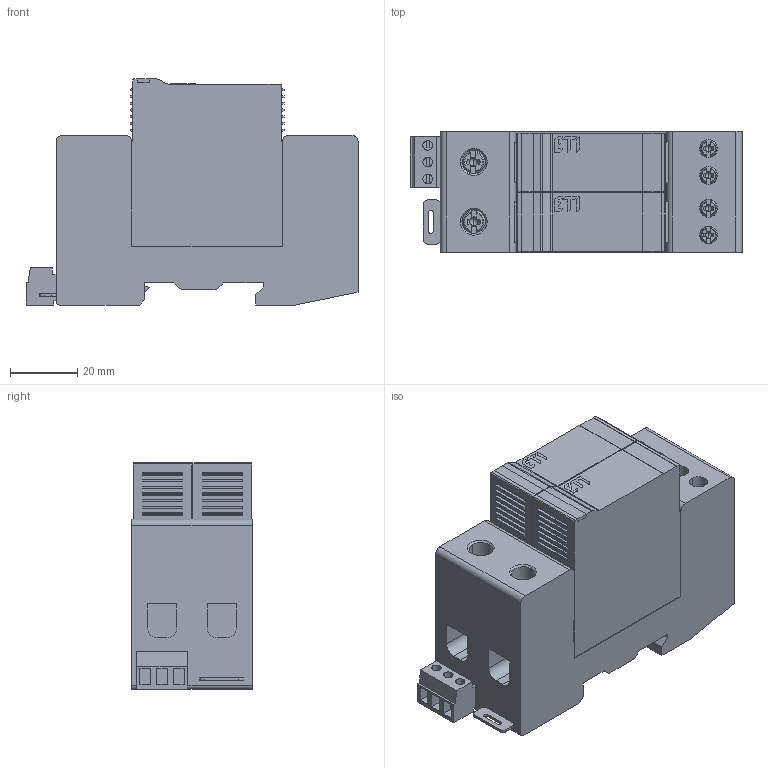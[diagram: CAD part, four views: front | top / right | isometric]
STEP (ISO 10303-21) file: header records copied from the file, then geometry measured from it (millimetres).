
FILE_DESCRIPTION((''),'2;1');
FILE_NAME('ETITEC_V_2T3_4_0_RC_ASM','2021-02-01T',('marketing.praksa'),('Audax d.o.o.'),'CREO PARAMETRIC BY PTC INC, 2017480','CREO PARAMETRIC BY PTC INC, 2017480','');
FILE_SCHEMA(('AUTOMOTIVE_DESIGN { 1 0 10303 214 1 1 1 1 }'));
Products named in the file (39): ETITEC_V_2T2_44020_4_0_ETI_1__3; ETITEC_V2T2_2_0_1_1_2_1_1_2__15; ETITEC_V2T2_2_0_1_1_2_1_1_2__17; ETITEC_V2T2_2_0_1_1_2_1_1_2__18; ETITEC_V2T2_2_0_1_1_2_1_1_2__16_ASM; ASM0091_ASM_1_1_2_ASM_1_1_2_3_ASM; ASM0095_ASM_1_1_2_3_ASM; PRT0025_1_1_2_3; PRT0026_1_1_2_3; PRT0027_1_1_2_3; PRT0028_1_1_2_3; PRT0030_1_1_2_3; PRT0031_1_1_2_3; ETITEC_V2T2_2_0_1_1_1_1_1_1_2_4; PRT0020_1_1_1_1_2_3_4; TMP_DWG_65_1_1_1_2_1_2_3_1___12; TMP_DWG_65_1_2_1_2_1_2_3_1___12; TMP_DWG_65_1_3_1_2_1_2_3_1___12; ASM0011_1_2_3_4_ASM_1_1_ASM_1_3_ASM; ASM0090_ASM_1_1_ASM_1_1_2_3_ASM; ASM0087_ASM_1_1_ASM_1_1_2_3_ASM; ASM0096_ASM_1_1_2_3_ASM; ETITEC_V2T2_2_0_1_1_1_1_2_1_1_3; PRT0020_1_1_2_1_1_2_3; TMP_DWG_65_1_1_1_2_1_2_3_1___13; TMP_DWG_65_1_2_1_2_1_2_3_1___13; TMP_DWG_65_1_3_1_2_1_2_3_1___13; ASM0011_1_2_3_4_ASM_1_1_2_ASM_4_ASM; ASM0090_ASM_1_1_2_ASM_1_1_2_3_ASM; ASM0087_ASM_1_1_2_ASM_1_1_2_3_ASM; ASM0097_ASM_1_1_2_3_ASM; RC_1_1_1_1_2_3_4_5_6_7_8_1_1; RC_SCREW_1_1_2_3_4_5_6_7_8_1_1; PRT0017_1_1_2_3_4_5_6_7_8_1_1; PRT0018_1_1_2_3_4_5_6_7_8_1_1; ASM0033_ASM_1_1_2_3_4_5_6_7_8_1_ASM; ASM0098_ASM_1_1_ASM; ASM0094_ASM_1_1_2_3_ASM; ETITEC_V_2T3_4_0_RC_ASM
Assembly tree (38 placements, depth 7):
  ETITEC_V_2T3_4_0_RC_ASM
    ASM0094_ASM_1_1_2_3_ASM
      ETITEC_V_2T2_44020_4_0_ETI_1__3
      ASM0095_ASM_1_1_2_3_ASM
        ASM0091_ASM_1_1_2_ASM_1_1_2_3_ASM
          ETITEC_V2T2_2_0_1_1_2_1_1_2__16_ASM
            ETITEC_V2T2_2_0_1_1_2_1_1_2__15
            ETITEC_V2T2_2_0_1_1_2_1_1_2__17
            ETITEC_V2T2_2_0_1_1_2_1_1_2__18
      PRT0025_1_1_2_3
      PRT0026_1_1_2_3
      PRT0027_1_1_2_3
      PRT0028_1_1_2_3
      PRT0030_1_1_2_3
      PRT0031_1_1_2_3
      ASM0096_ASM_1_1_2_3_ASM
        ASM0087_ASM_1_1_ASM_1_1_2_3_ASM
          ETITEC_V2T2_2_0_1_1_1_1_1_1_2_4
          PRT0020_1_1_1_1_2_3_4
          ASM0090_ASM_1_1_ASM_1_1_2_3_ASM
            ASM0011_1_2_3_4_ASM_1_1_ASM_1_3_ASM
              TMP_DWG_65_1_1_1_2_1_2_3_1___12
              TMP_DWG_65_1_2_1_2_1_2_3_1___12
              TMP_DWG_65_1_3_1_2_1_2_3_1___12
      ASM0097_ASM_1_1_2_3_ASM
        ASM0087_ASM_1_1_2_ASM_1_1_2_3_ASM
          ETITEC_V2T2_2_0_1_1_1_1_2_1_1_3
          PRT0020_1_1_2_1_1_2_3
          ASM0090_ASM_1_1_2_ASM_1_1_2_3_ASM
            ASM0011_1_2_3_4_ASM_1_1_2_ASM_4_ASM
              TMP_DWG_65_1_1_1_2_1_2_3_1___13
              TMP_DWG_65_1_2_1_2_1_2_3_1___13
              TMP_DWG_65_1_3_1_2_1_2_3_1___13
      ASM0098_ASM_1_1_ASM
        ASM0033_ASM_1_1_2_3_4_5_6_7_8_1_ASM
          RC_1_1_1_1_2_3_4_5_6_7_8_1_1
          RC_SCREW_1_1_2_3_4_5_6_7_8_1_1
          PRT0017_1_1_2_3_4_5_6_7_8_1_1
          PRT0018_1_1_2_3_4_5_6_7_8_1_1
Bounding box: 99 x 36 x 67.4 mm (x, y, z)
Volume: 172924.6 mm3; surface area: 40768.8 mm2
Topology: 24 solids, 24 shells, 780 faces, 2051 edges, 1359 vertices
Faces by surface type: plane 486, cylinder 182, cone 52, bspline 24, torus 24, sphere 12
Entity records: 35734 total; most frequent: CARTESIAN_POINT 6805, DIRECTION 4156, ORIENTED_EDGE 4078, PRESENTATION_STYLE_ASSIGNMENT 2102, STYLED_ITEM 2102, CURVE_STYLE 2039, EDGE_CURVE 2039, AXIS2_PLACEMENT_3D 1451
